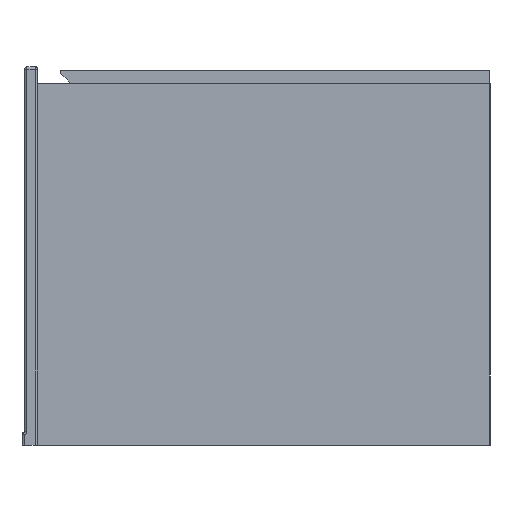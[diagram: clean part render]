
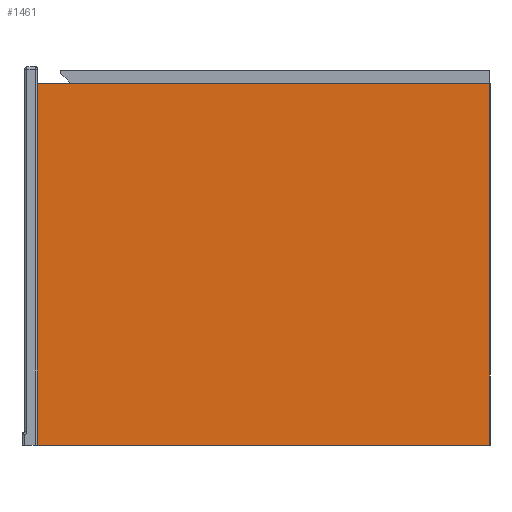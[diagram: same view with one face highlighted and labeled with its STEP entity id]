
A CAD part, left-side view. The second image highlights one B-rep face of the part: STEP entity #1461.
In plain terms, the highlighted planar face has unit normal (-1, 0, 0).
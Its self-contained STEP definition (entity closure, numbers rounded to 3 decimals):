
#216 = ORIENTED_EDGE ( 'NONE', *, *, #5941, .T. ) ;
#284 = LINE ( 'NONE', #5851, #5064 ) ;
#319 = VERTEX_POINT ( 'NONE', #2011 ) ;
#346 = DIRECTION ( 'NONE',  ( 0., 0., -1. ) ) ;
#573 = ORIENTED_EDGE ( 'NONE', *, *, #1199, .F. ) ;
#652 = FACE_OUTER_BOUND ( 'NONE', #1470, .T. ) ;
#868 = DIRECTION ( 'NONE',  ( 0., 0., 1. ) ) ;
#963 = VERTEX_POINT ( 'NONE', #5125 ) ;
#1089 = EDGE_CURVE ( 'NONE', #963, #3711, #1995, .T. ) ;
#1199 = EDGE_CURVE ( 'NONE', #3711, #5439, #2215, .T. ) ;
#1368 = VECTOR ( 'NONE', #346, 1000. ) ;
#1461 = ADVANCED_FACE ( 'NONE', ( #652 ), #2189, .T. ) ;
#1470 = EDGE_LOOP ( 'NONE', ( #573, #3228, #216, #4093 ) ) ;
#1548 = DIRECTION ( 'NONE',  ( 0., 1., 0. ) ) ;
#1605 = VECTOR ( 'NONE', #1548, 1000. ) ;
#1920 = CARTESIAN_POINT ( 'NONE',  ( -594., -275., 440. ) ) ;
#1995 = LINE ( 'NONE', #1920, #2285 ) ;
#2011 = CARTESIAN_POINT ( 'NONE',  ( -594., 275., 440. ) ) ;
#2189 = PLANE ( 'NONE',  #3444 ) ;
#2215 = LINE ( 'NONE', #5304, #1605 ) ;
#2285 = VECTOR ( 'NONE', #2453, 1000. ) ;
#2453 = DIRECTION ( 'NONE',  ( 0., 0., -1. ) ) ;
#2696 = CARTESIAN_POINT ( 'NONE',  ( -594., 275., 440. ) ) ;
#2939 = LINE ( 'NONE', #2696, #1368 ) ;
#3141 = CARTESIAN_POINT ( 'NONE',  ( -594., 275., 440. ) ) ;
#3228 = ORIENTED_EDGE ( 'NONE', *, *, #1089, .F. ) ;
#3444 = AXIS2_PLACEMENT_3D ( 'NONE', #3141, #5988, #868 ) ;
#3497 = DIRECTION ( 'NONE',  ( 0., 1., 0. ) ) ;
#3641 = EDGE_CURVE ( 'NONE', #319, #5439, #2939, .T. ) ;
#3711 = VERTEX_POINT ( 'NONE', #4187 ) ;
#4093 = ORIENTED_EDGE ( 'NONE', *, *, #3641, .T. ) ;
#4187 = CARTESIAN_POINT ( 'NONE',  ( -594., -275., 0. ) ) ;
#4373 = CARTESIAN_POINT ( 'NONE',  ( -594., 275., 0. ) ) ;
#5064 = VECTOR ( 'NONE', #3497, 1000. ) ;
#5125 = CARTESIAN_POINT ( 'NONE',  ( -594., -275., 440. ) ) ;
#5304 = CARTESIAN_POINT ( 'NONE',  ( -594., 275., 0. ) ) ;
#5439 = VERTEX_POINT ( 'NONE', #4373 ) ;
#5851 = CARTESIAN_POINT ( 'NONE',  ( -594., 275., 440. ) ) ;
#5941 = EDGE_CURVE ( 'NONE', #963, #319, #284, .T. ) ;
#5988 = DIRECTION ( 'NONE',  ( -1., 0., 0. ) ) ;
